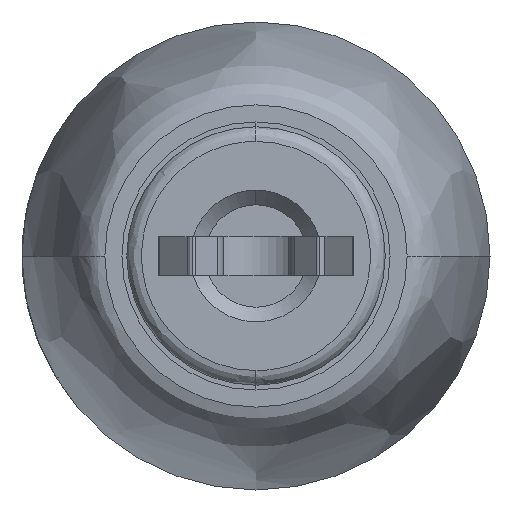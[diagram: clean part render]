
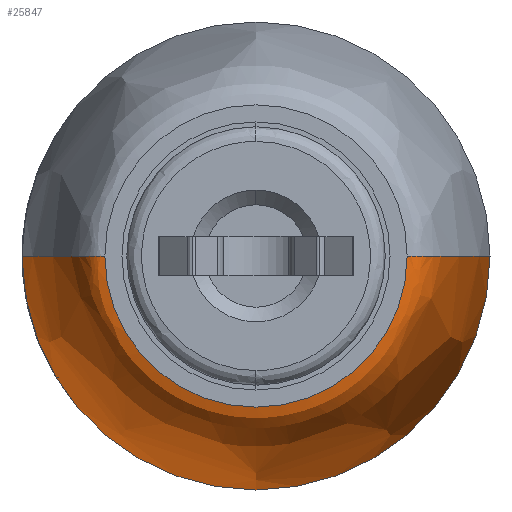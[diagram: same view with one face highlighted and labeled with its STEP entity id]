
A CAD part, left-side view. The second image highlights one B-rep face of the part: STEP entity #25847.
In plain terms, the highlighted free-form (B-spline) face has degree [3, 3] with [6, 4] control points.
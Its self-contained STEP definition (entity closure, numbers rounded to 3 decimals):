
#783 = DIRECTION ( 'NONE',  ( 0., 0., 1. ) ) ;
#1543 = CARTESIAN_POINT ( 'NONE',  ( 4.822, -3.1, 0. ) ) ;
#1856 = CARTESIAN_POINT ( 'NONE',  ( 6.753, -4.294, 0. ) ) ;
#1967 = CARTESIAN_POINT ( 'NONE',  ( 13.398, -4.8, 0. ) ) ;
#2199 = CARTESIAN_POINT ( 'NONE',  ( 13.398, -4.8, 0. ) ) ;
#2596 = CARTESIAN_POINT ( 'NONE',  ( 13.822, -4.8, 0. ) ) ;
#2697 = VERTEX_POINT ( 'NONE', #30595 ) ;
#3570 = CARTESIAN_POINT ( 'NONE',  ( 13.822, 0., 0. ) ) ;
#3663 = CIRCLE ( 'NONE', #32635, 3.1 ) ;
#4515 = CARTESIAN_POINT ( 'NONE',  ( 10.153, 4.759, 0. ) ) ;
#4737 = CARTESIAN_POINT ( 'NONE',  ( 13.822, -4.8, 0. ) ) ;
#4872 = CARTESIAN_POINT ( 'NONE',  ( 4.822, -3.71, -7.421 ) ) ;
#6089 = DIRECTION ( 'NONE',  ( 0., 0., 1. ) ) ;
#6574 = CARTESIAN_POINT ( 'NONE',  ( 6.753, 4.294, 0. ) ) ;
#6916 = B_SPLINE_CURVE_WITH_KNOTS ( 'NONE', 3,
 ( #17654, #1967, #22895, #23006, #7225, #28111 ),
 .UNSPECIFIED., .F., .F.,
 ( 4, 1, 1, 4 ),
 ( 0., 0.429, 0.529, 1. ),
 .UNSPECIFIED. ) ;
#7225 = CARTESIAN_POINT ( 'NONE',  ( 4.822, -3.71, 0. ) ) ;
#7355 = CARTESIAN_POINT ( 'NONE',  ( 13.398, -4.8, -9.6 ) ) ;
#7460 = CARTESIAN_POINT ( 'NONE',  ( 10.153, -4.759, -9.518 ) ) ;
#7601 = ORIENTED_EDGE ( 'NONE', *, *, #16308, .F. ) ;
#8791 = DIRECTION ( 'NONE',  ( -1., 0., 0. ) ) ;
#9406 = CARTESIAN_POINT ( 'NONE',  ( 4.822, 3.1, 0. ) ) ;
#9526 = EDGE_CURVE ( 'NONE', #15791, #26150, #32090, .T. ) ;
#9849 = CARTESIAN_POINT ( 'NONE',  ( 4.822, 3.71, -7.421 ) ) ;
#11686 = ORIENTED_EDGE ( 'NONE', *, *, #9526, .F. ) ;
#11764 = DIRECTION ( 'NONE',  ( 0., 0., 1. ) ) ;
#12066 = AXIS2_PLACEMENT_3D ( 'NONE', #3570, #21832, #6089 ) ;
#12093 = CARTESIAN_POINT ( 'NONE',  ( 4.822, 3.1, 0. ) ) ;
#12604 = CARTESIAN_POINT ( 'NONE',  ( 13.398, 4.8, -9.6 ) ) ;
#13051 = CIRCLE ( 'NONE', #33704, 4.8 ) ;
#14891 = CARTESIAN_POINT ( 'NONE',  ( 4.822, 3.1, -6.2 ) ) ;
#15132 = CARTESIAN_POINT ( 'NONE',  ( 4.822, 3.1, 0. ) ) ;
#15791 = VERTEX_POINT ( 'NONE', #22237 ) ;
#16274 = ORIENTED_EDGE ( 'NONE', *, *, #16299, .T. ) ;
#16299 = EDGE_CURVE ( 'NONE', #15791, #2697, #13051, .T. ) ;
#16308 = EDGE_CURVE ( 'NONE', #26150, #17041, #3663, .T. ) ;
#17041 = VERTEX_POINT ( 'NONE', #1543 ) ;
#17654 = CARTESIAN_POINT ( 'NONE',  ( 13.822, -4.8, 0. ) ) ;
#17894 = CARTESIAN_POINT ( 'NONE',  ( 10.153, -4.759, 0. ) ) ;
#19102 = DIRECTION ( 'NONE',  ( -1., 0., 0. ) ) ;
#20510 = CARTESIAN_POINT ( 'NONE',  ( 10.153, 4.759, -9.518 ) ) ;
#21832 = DIRECTION ( 'NONE',  ( -1., 0., 0. ) ) ;
#22237 = CARTESIAN_POINT ( 'NONE',  ( 13.822, 4.8, 0. ) ) ;
#22658 = CARTESIAN_POINT ( 'NONE',  ( 4.822, 3.71, 0. ) ) ;
#22895 = CARTESIAN_POINT ( 'NONE',  ( 10.153, -4.759, 0. ) ) ;
#23006 = CARTESIAN_POINT ( 'NONE',  ( 6.753, -4.294, 0. ) ) ;
#23018 = CARTESIAN_POINT ( 'NONE',  ( 4.822, -3.1, 0. ) ) ;
#23473 = CIRCLE ( 'NONE', #12066, 4.8 ) ;
#24466 = CARTESIAN_POINT ( 'NONE',  ( 13.822, 0., 0. ) ) ;
#24533 =( BOUNDED_SURFACE ( )  B_SPLINE_SURFACE ( 3, 3, ( 
 ( #33453, #25664, #25531, #4737 ),
 ( #33560, #12604, #7355, #2199 ),
 ( #4515, #20510, #7460, #17894 ),
 ( #25319, #30835, #33213, #1856 ),
 ( #27897, #9849, #4872, #30512 ),
 ( #15132, #14891, #28126, #23018 ) ),
 .UNSPECIFIED., .F., .F., .F. ) 
 B_SPLINE_SURFACE_WITH_KNOTS ( ( 4, 1, 1, 4 ),
 ( 4, 4 ),
 ( 0., 0.429, 0.529, 1. ),
 ( 0., 1. ),
 .UNSPECIFIED. ) 
 GEOMETRIC_REPRESENTATION_ITEM ( )  RATIONAL_B_SPLINE_SURFACE ( (
 ( 1., 0.333, 0.333, 1.),
 ( 1., 0.333, 0.333, 1.),
 ( 1., 0.333, 0.333, 1.),
 ( 1., 0.333, 0.333, 1.),
 ( 1., 0.333, 0.333, 1.),
 ( 1., 0.333, 0.333, 1.) ) ) 
 REPRESENTATION_ITEM ( '' )  SURFACE ( )  );
#24795 = CARTESIAN_POINT ( 'NONE',  ( 4.822, 0., 0. ) ) ;
#25319 = CARTESIAN_POINT ( 'NONE',  ( 6.753, 4.294, 0. ) ) ;
#25488 = VERTEX_POINT ( 'NONE', #2596 ) ;
#25531 = CARTESIAN_POINT ( 'NONE',  ( 13.822, -4.8, -9.6 ) ) ;
#25664 = CARTESIAN_POINT ( 'NONE',  ( 13.822, 4.8, -9.6 ) ) ;
#25847 = ADVANCED_FACE ( 'NONE', ( #30430 ), #24533, .F. ) ;
#26150 = VERTEX_POINT ( 'NONE', #12093 ) ;
#27783 = CARTESIAN_POINT ( 'NONE',  ( 10.153, 4.759, 0. ) ) ;
#27897 = CARTESIAN_POINT ( 'NONE',  ( 4.822, 3.71, 0. ) ) ;
#28111 = CARTESIAN_POINT ( 'NONE',  ( 4.822, -3.1, 0. ) ) ;
#28126 = CARTESIAN_POINT ( 'NONE',  ( 4.822, -3.1, -6.2 ) ) ;
#29398 = ORIENTED_EDGE ( 'NONE', *, *, #29503, .T. ) ;
#29503 = EDGE_CURVE ( 'NONE', #2697, #25488, #23473, .T. ) ;
#30048 = CARTESIAN_POINT ( 'NONE',  ( 13.822, 4.8, 0. ) ) ;
#30287 = EDGE_LOOP ( 'NONE', ( #29398, #31647, #7601, #11686, #16274 ) ) ;
#30430 = FACE_OUTER_BOUND ( 'NONE', #30287, .T. ) ;
#30512 = CARTESIAN_POINT ( 'NONE',  ( 4.822, -3.71, 0. ) ) ;
#30595 = CARTESIAN_POINT ( 'NONE',  ( 13.822, 0., -4.8 ) ) ;
#30835 = CARTESIAN_POINT ( 'NONE',  ( 6.753, 4.294, -8.588 ) ) ;
#31647 = ORIENTED_EDGE ( 'NONE', *, *, #33102, .T. ) ;
#32090 = B_SPLINE_CURVE_WITH_KNOTS ( 'NONE', 3,
 ( #30048, #32882, #27783, #6574, #22658, #9406 ),
 .UNSPECIFIED., .F., .F.,
 ( 4, 1, 1, 4 ),
 ( 0., 0.429, 0.529, 1. ),
 .UNSPECIFIED. ) ;
#32635 = AXIS2_PLACEMENT_3D ( 'NONE', #24795, #8791, #11764 ) ;
#32882 = CARTESIAN_POINT ( 'NONE',  ( 13.398, 4.8, 0. ) ) ;
#33102 = EDGE_CURVE ( 'NONE', #25488, #17041, #6916, .T. ) ;
#33213 = CARTESIAN_POINT ( 'NONE',  ( 6.753, -4.294, -8.588 ) ) ;
#33453 = CARTESIAN_POINT ( 'NONE',  ( 13.822, 4.8, 0. ) ) ;
#33560 = CARTESIAN_POINT ( 'NONE',  ( 13.398, 4.8, 0. ) ) ;
#33704 = AXIS2_PLACEMENT_3D ( 'NONE', #24466, #19102, #783 ) ;
